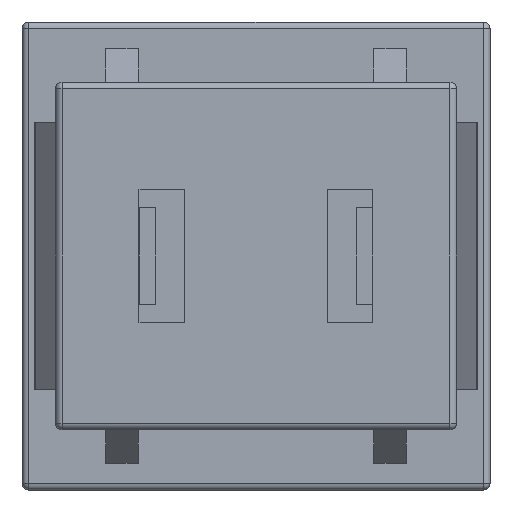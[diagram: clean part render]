
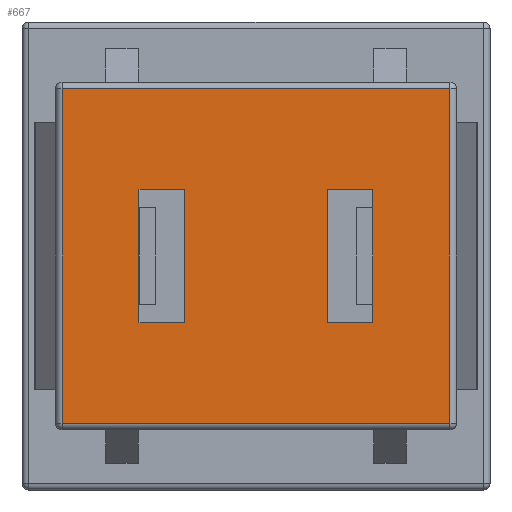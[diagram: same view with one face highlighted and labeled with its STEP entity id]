
A CAD part, front view. The second image highlights one B-rep face of the part: STEP entity #667.
In plain terms, the highlighted planar face has unit normal (0, -1, 0).
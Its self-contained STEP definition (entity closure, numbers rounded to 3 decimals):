
#96 = CARTESIAN_POINT ( 'NONE',  ( -5.8, -15.5, 0. ) ) ;
#138 = VERTEX_POINT ( 'NONE', #4361 ) ;
#432 = EDGE_CURVE ( 'NONE', #3776, #138, #1844, .T. ) ;
#667 = ADVANCED_FACE ( 'NONE', ( #3435 ), #1818, .T. ) ;
#734 = CARTESIAN_POINT ( 'NONE',  ( 5.8, -15.5, 5. ) ) ;
#759 = DIRECTION ( 'NONE',  ( -1., 0., 0. ) ) ;
#850 = LINE ( 'NONE', #96, #3209 ) ;
#917 = VECTOR ( 'NONE', #5025, 1000. ) ;
#1055 = CARTESIAN_POINT ( 'NONE',  ( 0., -15.5, -5. ) ) ;
#1418 = EDGE_CURVE ( 'NONE', #2327, #3303, #4025, .T. ) ;
#1492 = EDGE_CURVE ( 'NONE', #3303, #3776, #850, .T. ) ;
#1780 = AXIS2_PLACEMENT_3D ( 'NONE', #2657, #4973, #2995 ) ;
#1818 = PLANE ( 'NONE',  #1780 ) ;
#1844 = LINE ( 'NONE', #1055, #917 ) ;
#1955 = DIRECTION ( 'NONE',  ( 0., 0., 1. ) ) ;
#2278 = CARTESIAN_POINT ( 'NONE',  ( -5.8, -15.5, 5. ) ) ;
#2327 = VERTEX_POINT ( 'NONE', #734 ) ;
#2657 = CARTESIAN_POINT ( 'NONE',  ( 0., -15.5, 0. ) ) ;
#2741 = ORIENTED_EDGE ( 'NONE', *, *, #1418, .T. ) ;
#2859 = ORIENTED_EDGE ( 'NONE', *, *, #432, .T. ) ;
#2916 = DIRECTION ( 'NONE',  ( 0., 0., -1. ) ) ;
#2995 = DIRECTION ( 'NONE',  ( 0., 0., -1. ) ) ;
#3130 = ORIENTED_EDGE ( 'NONE', *, *, #4168, .T. ) ;
#3209 = VECTOR ( 'NONE', #2916, 1000. ) ;
#3253 = ORIENTED_EDGE ( 'NONE', *, *, #1492, .T. ) ;
#3303 = VERTEX_POINT ( 'NONE', #2278 ) ;
#3435 = FACE_OUTER_BOUND ( 'NONE', #4745, .T. ) ;
#3543 = LINE ( 'NONE', #5130, #4961 ) ;
#3626 = VECTOR ( 'NONE', #759, 1000. ) ;
#3776 = VERTEX_POINT ( 'NONE', #4543 ) ;
#4025 = LINE ( 'NONE', #4463, #3626 ) ;
#4168 = EDGE_CURVE ( 'NONE', #138, #2327, #3543, .T. ) ;
#4361 = CARTESIAN_POINT ( 'NONE',  ( 5.8, -15.5, -5. ) ) ;
#4463 = CARTESIAN_POINT ( 'NONE',  ( 0., -15.5, 5. ) ) ;
#4543 = CARTESIAN_POINT ( 'NONE',  ( -5.8, -15.5, -5. ) ) ;
#4745 = EDGE_LOOP ( 'NONE', ( #3253, #2859, #3130, #2741 ) ) ;
#4961 = VECTOR ( 'NONE', #1955, 1000. ) ;
#4973 = DIRECTION ( 'NONE',  ( 0., -1., 0. ) ) ;
#5025 = DIRECTION ( 'NONE',  ( 1., 0., 0. ) ) ;
#5130 = CARTESIAN_POINT ( 'NONE',  ( 5.8, -15.5, 0. ) ) ;
